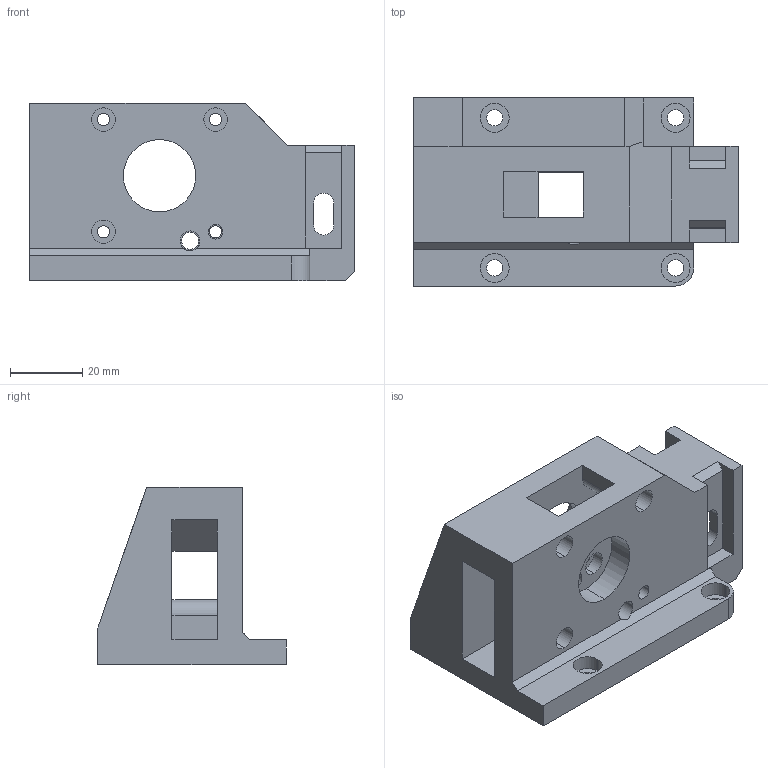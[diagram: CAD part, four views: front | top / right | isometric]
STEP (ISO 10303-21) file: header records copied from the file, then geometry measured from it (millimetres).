
FILE_DESCRIPTION (( 'STEP AP203' ), '1' );
FILE_NAME ('x-axis drive body-1 (Default).STEP', '2021-11-19T20:52:40', ( '' ), ( '' ), 'SwSTEP 2.0', 'SolidWorks 2020', '' );
FILE_SCHEMA (( 'CONFIG_CONTROL_DESIGN' ));
Length unit declared in the file: millimetre
Products named in the file (1): x-axis drive body-1 (Default)
Bounding box: 89.79 x 52 x 49 mm (x, y, z)
Volume: 78353.8 mm3; surface area: 29132.4 mm2
Topology: 1 solids, 1 shells, 116 faces, 326 edges, 216 vertices
Faces by surface type: plane 61, cylinder 53, cone 2
Entity records: 3916 total; most frequent: DIRECTION 668, CARTESIAN_POINT 662, ORIENTED_EDGE 652, EDGE_CURVE 326, AXIS2_PLACEMENT_3D 226, VERTEX_POINT 216, VECTOR 216, LINE 216
